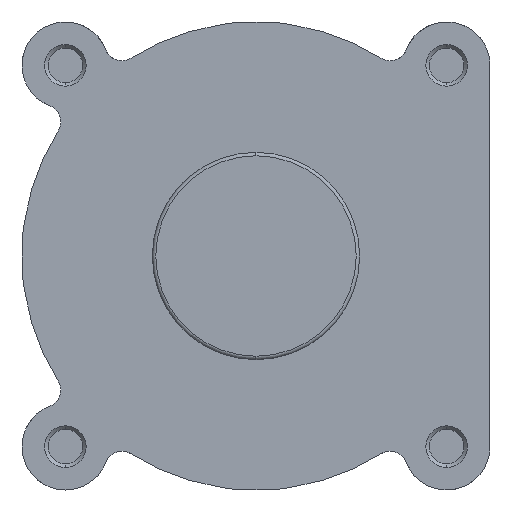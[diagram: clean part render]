
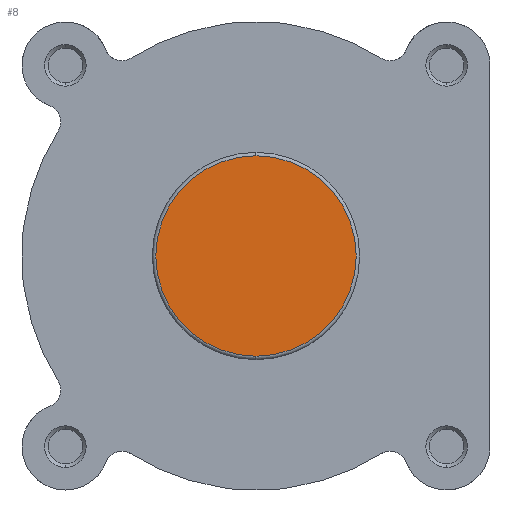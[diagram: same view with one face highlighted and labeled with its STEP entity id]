
A CAD part, left-side view. The second image highlights one B-rep face of the part: STEP entity #8.
In plain terms, the highlighted planar face has unit normal (-1, 0, 0).
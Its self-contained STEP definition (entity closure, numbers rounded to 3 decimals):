
#8 = ADVANCED_FACE ( 'NONE', ( #6249 ), #2666, .F. ) ;
#381 = VERTEX_POINT ( 'NONE', #3611 ) ;
#817 = CIRCLE ( 'NONE', #4468, 28.9 ) ;
#998 = CIRCLE ( 'NONE', #4540, 28.9 ) ;
#1624 = CARTESIAN_POINT ( 'NONE',  ( 0., 0., 0. ) ) ;
#1625 = DIRECTION ( 'NONE',  ( -1., 0., 0. ) ) ;
#1626 = DIRECTION ( 'NONE',  ( 0., 0., -1. ) ) ;
#1810 = CARTESIAN_POINT ( 'NONE',  ( 0., 0., -28.9 ) ) ;
#2136 = CARTESIAN_POINT ( 'NONE',  ( 0., 0., 0. ) ) ;
#2143 = DIRECTION ( 'NONE',  ( -1., 0., 0. ) ) ;
#2144 = DIRECTION ( 'NONE',  ( 0., 0., -1. ) ) ;
#2665 = CARTESIAN_POINT ( 'NONE',  ( 0., 29.9, 0. ) ) ;
#2666 = PLANE ( 'NONE',  #4116 ) ;
#2668 = DIRECTION ( 'NONE',  ( 1., 0., 0. ) ) ;
#2669 = DIRECTION ( 'NONE',  ( 0., 0., -1. ) ) ;
#3611 = CARTESIAN_POINT ( 'NONE',  ( 0., 0., 28.9 ) ) ;
#4077 = EDGE_CURVE ( 'NONE', #381, #6035, #817, .T. ) ;
#4116 = AXIS2_PLACEMENT_3D ( 'NONE', #2665, #2668, #2669 ) ;
#4468 = AXIS2_PLACEMENT_3D ( 'NONE', #1624, #1625, #1626 ) ;
#4540 = AXIS2_PLACEMENT_3D ( 'NONE', #2136, #2143, #2144 ) ;
#5894 = ORIENTED_EDGE ( 'NONE', *, *, #4077, .T. ) ;
#5895 = ORIENTED_EDGE ( 'NONE', *, *, #6996, .T. ) ;
#6035 = VERTEX_POINT ( 'NONE', #1810 ) ;
#6249 = FACE_OUTER_BOUND ( 'NONE', #7389, .T. ) ;
#6996 = EDGE_CURVE ( 'NONE', #6035, #381, #998, .T. ) ;
#7389 = EDGE_LOOP ( 'NONE', ( #5895, #5894 ) ) ;
